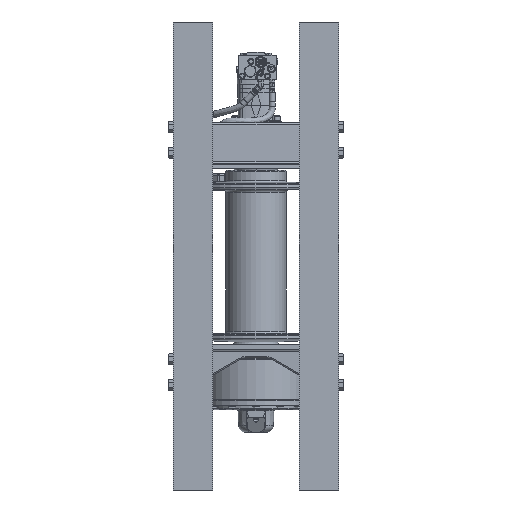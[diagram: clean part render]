
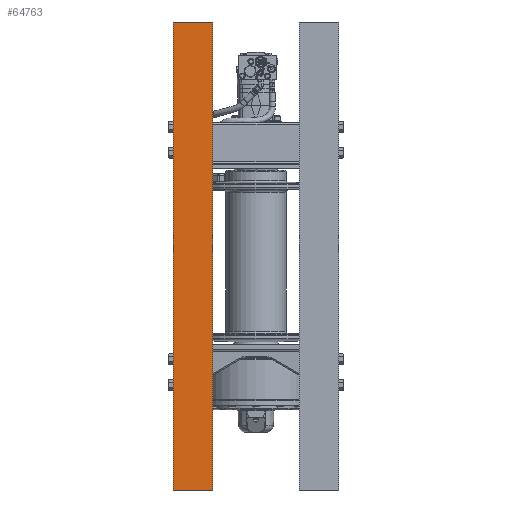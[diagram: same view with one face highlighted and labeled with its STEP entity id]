
A CAD part, front view. The second image highlights one B-rep face of the part: STEP entity #64763.
In plain terms, the highlighted planar face has unit normal (0, -1, 0).
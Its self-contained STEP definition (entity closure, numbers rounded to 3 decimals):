
#64210=DIRECTION('',(0.,0.,1.));
#64211=VECTOR('',#64210,47.5);
#64212=CARTESIAN_POINT('',(-8.375,-9.625,-34.219));
#64213=LINE('',#64212,#64211);
#64350=DIRECTION('',(0.,0.,1.));
#64351=VECTOR('',#64350,47.5);
#64352=CARTESIAN_POINT('',(-4.375,-9.625,-34.219));
#64353=LINE('',#64352,#64351);
#64354=DIRECTION('',(-1.,0.,0.));
#64355=VECTOR('',#64354,4.);
#64356=CARTESIAN_POINT('',(-4.375,-9.625,13.281));
#64357=LINE('',#64356,#64355);
#64506=DIRECTION('',(-1.,0.,0.));
#64507=VECTOR('',#64506,4.);
#64508=CARTESIAN_POINT('',(-4.375,-9.625,-34.219));
#64509=LINE('',#64508,#64507);
#64600=CARTESIAN_POINT('',(-8.375,-9.625,-34.219));
#64601=CARTESIAN_POINT('',(-8.375,-9.625,13.281));
#64602=VERTEX_POINT('',#64600);
#64603=VERTEX_POINT('',#64601);
#64612=CARTESIAN_POINT('',(-4.375,-9.625,-34.219));
#64613=CARTESIAN_POINT('',(-4.375,-9.625,13.281));
#64614=VERTEX_POINT('',#64612);
#64615=VERTEX_POINT('',#64613);
#64749=CARTESIAN_POINT('',(-8.375,-9.625,13.281));
#64750=DIRECTION('',(0.,1.,0.));
#64751=DIRECTION('',(0.,0.,1.));
#64752=AXIS2_PLACEMENT_3D('',#64749,#64750,#64751);
#64753=PLANE('',#64752);
#64755=ORIENTED_EDGE('',*,*,#64754,.F.);
#64757=ORIENTED_EDGE('',*,*,#64756,.T.);
#64758=ORIENTED_EDGE('',*,*,#64697,.T.);
#64760=ORIENTED_EDGE('',*,*,#64759,.F.);
#64761=EDGE_LOOP('',(#64755,#64757,#64758,#64760));
#64762=FACE_OUTER_BOUND('',#64761,.F.);
#64697=EDGE_CURVE('',#64602,#64603,#64213,.T.);
#64754=EDGE_CURVE('',#64614,#64615,#64353,.T.);
#64756=EDGE_CURVE('',#64614,#64602,#64509,.T.);
#64759=EDGE_CURVE('',#64615,#64603,#64357,.T.);
#64763=ADVANCED_FACE('',(#64762),#64753,.F.);
